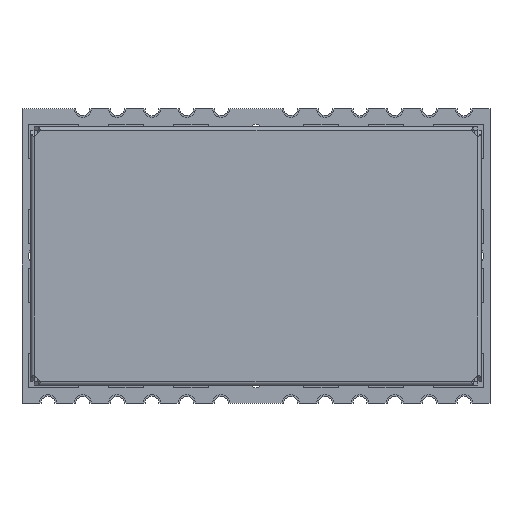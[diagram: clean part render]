
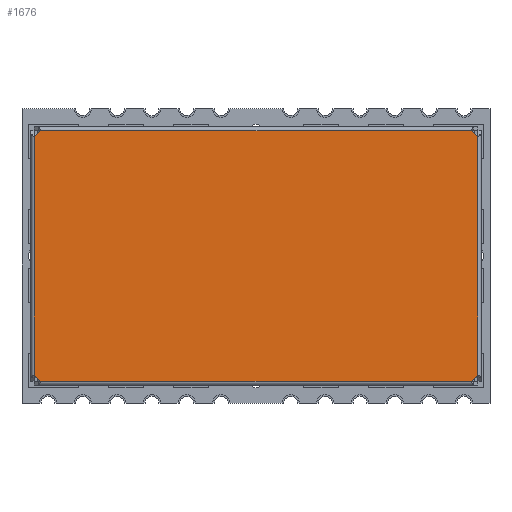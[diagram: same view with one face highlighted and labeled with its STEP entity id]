
A CAD part, top view. The second image highlights one B-rep face of the part: STEP entity #1676.
In plain terms, the highlighted planar face has unit normal (0, 0, 1).
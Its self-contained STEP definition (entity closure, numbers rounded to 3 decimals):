
#1676 = ADVANCED_FACE( '', ( #3438 ), #3439, .F. );
#3438 = FACE_OUTER_BOUND( '', #5769, .T. );
#3439 = PLANE( '', #5770 );
#5769 = EDGE_LOOP( '', ( #9381, #9382, #9383, #9384, #9385, #9386, #9387, #9388 ) );
#5770 = AXIS2_PLACEMENT_3D( '', #9389, #9390, #9391 );
#9381 = ORIENTED_EDGE( '', *, *, #13610, .F. );
#9382 = ORIENTED_EDGE( '', *, *, #14392, .F. );
#9383 = ORIENTED_EDGE( '', *, *, #14393, .T. );
#9384 = ORIENTED_EDGE( '', *, *, #14394, .T. );
#9385 = ORIENTED_EDGE( '', *, *, #14395, .T. );
#9386 = ORIENTED_EDGE( '', *, *, #14396, .F. );
#9387 = ORIENTED_EDGE( '', *, *, #13996, .F. );
#9388 = ORIENTED_EDGE( '', *, *, #14381, .T. );
#9389 = CARTESIAN_POINT( '', ( -13., 7.23, 2. ) );
#9390 = DIRECTION( '', ( 0., 0., -1. ) );
#9391 = DIRECTION( '', ( -1., 0., 0. ) );
#13610 = EDGE_CURVE( '', #15986, #15988, #15989, .T. );
#13996 = EDGE_CURVE( '', #16667, #16663, #16669, .T. );
#14381 = EDGE_CURVE( '', #16667, #15988, #17273, .T. );
#14392 = EDGE_CURVE( '', #17288, #15986, #17289, .T. );
#14393 = EDGE_CURVE( '', #17288, #15874, #17290, .T. );
#14394 = EDGE_CURVE( '', #15874, #17291, #17292, .T. );
#14395 = EDGE_CURVE( '', #17291, #17293, #17294, .T. );
#14396 = EDGE_CURVE( '', #16663, #17293, #17295, .T. );
#15874 = VERTEX_POINT( '', #19237 );
#15986 = VERTEX_POINT( '', #19391 );
#15988 = VERTEX_POINT( '', #19398 );
#15989 = LINE( '', #19399, #19400 );
#16663 = VERTEX_POINT( '', #20371 );
#16667 = VERTEX_POINT( '', #20381 );
#16669 = LINE( '', #20388, #20389 );
#17273 = LINE( '', #21293, #21294 );
#17288 = VERTEX_POINT( '', #21313 );
#17289 = LINE( '', #21314, #21315 );
#17290 = LINE( '', #21316, #21317 );
#17291 = VERTEX_POINT( '', #21318 );
#17292 = LINE( '', #21319, #21320 );
#17293 = VERTEX_POINT( '', #21321 );
#17294 = LINE( '', #21322, #21323 );
#17295 = LINE( '', #21324, #21325 );
#19237 = CARTESIAN_POINT( '', ( -12.78, -6.876, 2. ) );
#19391 = CARTESIAN_POINT( '', ( -12.426, 7.23, 2. ) );
#19398 = CARTESIAN_POINT( '', ( 12.426, 7.23, 2. ) );
#19399 = CARTESIAN_POINT( '', ( -13., 7.23, 2. ) );
#19400 = VECTOR( '', #23865, 1000. );
#20371 = CARTESIAN_POINT( '', ( 12.78, -6.876, 2. ) );
#20381 = CARTESIAN_POINT( '', ( 12.78, 6.876, 2. ) );
#20388 = CARTESIAN_POINT( '', ( 12.78, 7.23, 2. ) );
#20389 = VECTOR( '', #24258, 1000. );
#21293 = CARTESIAN_POINT( '', ( 12.78, 6.876, 2. ) );
#21294 = VECTOR( '', #24618, 1000. );
#21313 = CARTESIAN_POINT( '', ( -12.78, 6.876, 2. ) );
#21314 = CARTESIAN_POINT( '', ( -12.78, 6.876, 2. ) );
#21315 = VECTOR( '', #24629, 1000. );
#21316 = CARTESIAN_POINT( '', ( -12.78, 7.23, 2. ) );
#21317 = VECTOR( '', #24630, 1000. );
#21318 = CARTESIAN_POINT( '', ( -12.426, -7.23, 2. ) );
#21319 = CARTESIAN_POINT( '', ( -12.78, -6.876, 2. ) );
#21320 = VECTOR( '', #24631, 1000. );
#21321 = CARTESIAN_POINT( '', ( 12.426, -7.23, 2. ) );
#21322 = CARTESIAN_POINT( '', ( -13., -7.23, 2. ) );
#21323 = VECTOR( '', #24632, 1000. );
#21324 = CARTESIAN_POINT( '', ( 12.78, -6.876, 2. ) );
#21325 = VECTOR( '', #24633, 1000. );
#23865 = DIRECTION( '', ( 1., 0., 0. ) );
#24258 = DIRECTION( '', ( 0., -1., 0. ) );
#24618 = DIRECTION( '', ( -0.707, 0.707, 0. ) );
#24629 = DIRECTION( '', ( 0.707, 0.707, 0. ) );
#24630 = DIRECTION( '', ( 0., -1., 0. ) );
#24631 = DIRECTION( '', ( 0.707, -0.707, 0. ) );
#24632 = DIRECTION( '', ( 1., 0., 0. ) );
#24633 = DIRECTION( '', ( -0.707, -0.707, 0. ) );
